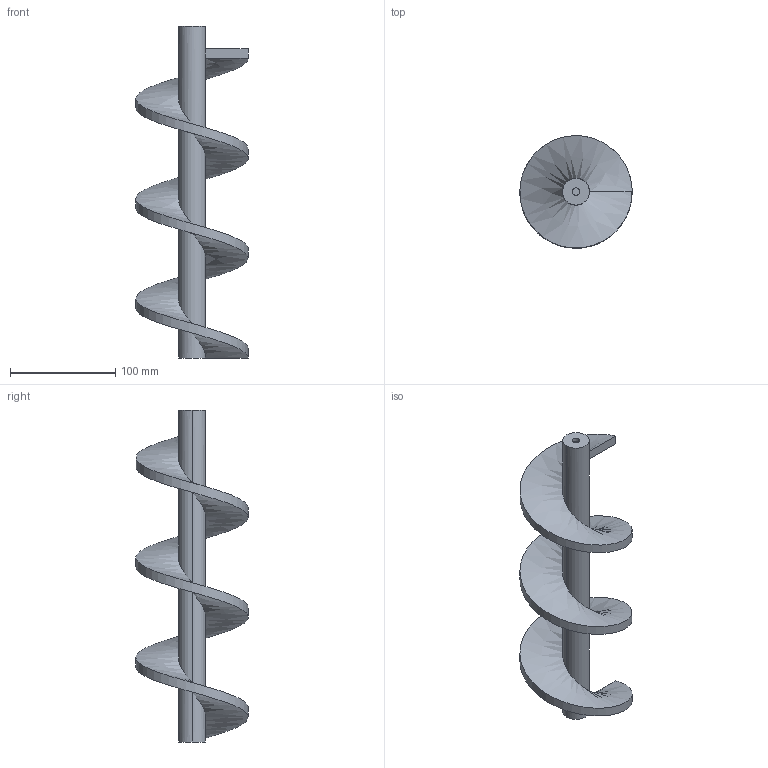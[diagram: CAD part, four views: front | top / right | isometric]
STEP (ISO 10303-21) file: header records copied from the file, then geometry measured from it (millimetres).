
FILE_DESCRIPTION (( 'STEP AP214' ), '1' );
FILE_NAME ('怀冞粣笭膘.STEP', '2023-08-09T12:13:59', ( '' ), ( '' ), 'SwSTEP 2.0', 'SolidWorks 2022', '' );
FILE_SCHEMA (( 'AUTOMOTIVE_DESIGN' ));
Length unit declared in the file: millimetre
Products named in the file (1): 怀冞粣笭膘
Bounding box: 106.5 x 106.5 x 315 mm (x, y, z)
Volume: 387452.4 mm3; surface area: 89926.6 mm2
Topology: 1 solids, 1 shells, 18 faces, 40 edges, 25 vertices
Faces by surface type: cylinder 10, plane 5, bspline 3
Entity records: 1915 total; most frequent: CARTESIAN_POINT 1527, ORIENTED_EDGE 80, DIRECTION 66, EDGE_CURVE 40, VERTEX_POINT 25, AXIS2_PLACEMENT_3D 24, EDGE_LOOP 19, FACE_OUTER_BOUND 18
